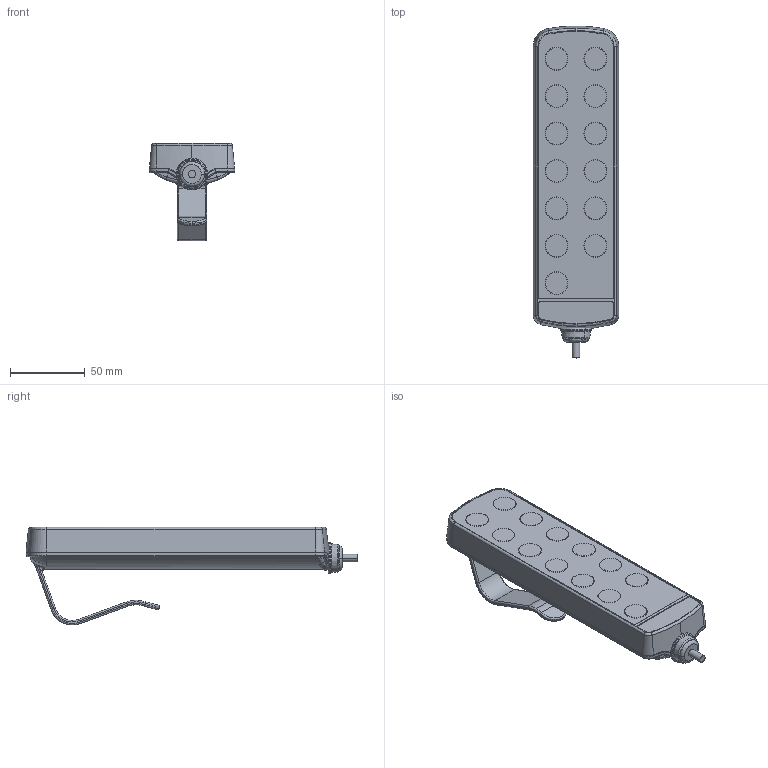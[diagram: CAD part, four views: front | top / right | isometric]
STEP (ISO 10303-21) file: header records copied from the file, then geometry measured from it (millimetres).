
FILE_DESCRIPTION (( 'STEP AP203' ), '1' );
FILE_NAME ('IPROXX 13 Haken.STEP', '2013-06-28T05:07:39', ( 'admin' ), ( 'Hewlett-Packard Company' ), 'SwSTEP 2.0', 'SolidWorks 2012', '' );
FILE_SCHEMA (( 'CONFIG_CONTROL_DESIGN' ));
Length unit declared in the file: millimetre
Products named in the file (1): IPROXX 13 Haken
Bounding box: 57 x 221.84 x 65.45 mm (x, y, z)
Volume: 281388.1 mm3; surface area: 38167.4 mm2
Topology: 1 solids, 1 shells, 288 faces, 722 edges, 447 vertices
Faces by surface type: bspline 105, cylinder 70, torus 60, plane 49, cone 4
Entity records: 16910 total; most frequent: CARTESIAN_POINT 11141, ORIENTED_EDGE 1436, DIRECTION 817, EDGE_CURVE 718, VERTEX_POINT 447, B_SPLINE_CURVE_WITH_KNOTS 438, AXIS2_PLACEMENT_3D 388, EDGE_LOOP 303
